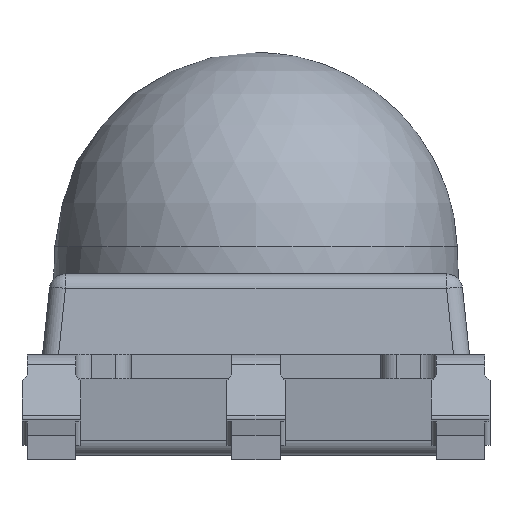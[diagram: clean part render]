
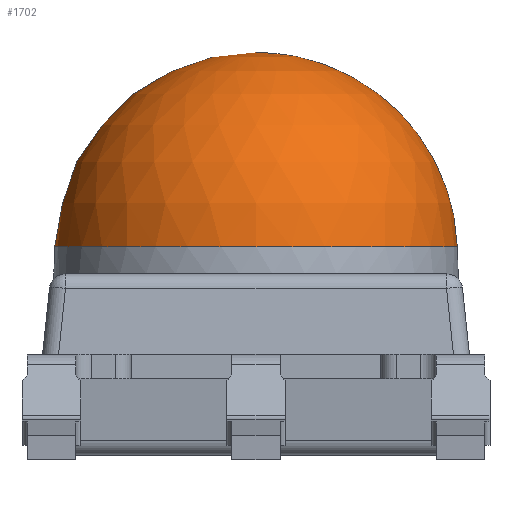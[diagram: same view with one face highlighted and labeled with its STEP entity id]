
A CAD part, front view. The second image highlights one B-rep face of the part: STEP entity #1702.
In plain terms, the highlighted spherical face has radius 2.5 mm.
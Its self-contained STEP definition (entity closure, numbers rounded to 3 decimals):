
#1682=CARTESIAN_POINT('',(2.498,0.0,1.337));
#1683=VERTEX_POINT('',#1682);
#1684=CARTESIAN_POINT('',(0.0,0.0,1.337));
#1685=DIRECTION('',(0.0,0.0,1.0));
#1686=DIRECTION('',(1.0,0.0,0.0));
#1687=AXIS2_PLACEMENT_3D('',#1684,#1685,#1686);
#1688=CIRCLE('',#1687,2.498);
#1689=EDGE_CURVE('',#1683,#1683,#1688,.T.);
#1694=CARTESIAN_POINT('',(0.0,0.0,1.25));
#1695=DIRECTION('',(0.0,0.0,1.0));
#1696=DIRECTION('',(1.0,0.0,0.0));
#1697=AXIS2_PLACEMENT_3D('',#1694,#1695,#1696);
#1698=SPHERICAL_SURFACE('',#1697,2.5);
#1699=ORIENTED_EDGE('',*,*,#1689,.T.);
#1700=EDGE_LOOP('',(#1699));
#1701=FACE_OUTER_BOUND('',#1700,.T.);
#1702=ADVANCED_FACE('',(#1701),#1698,.T.);
